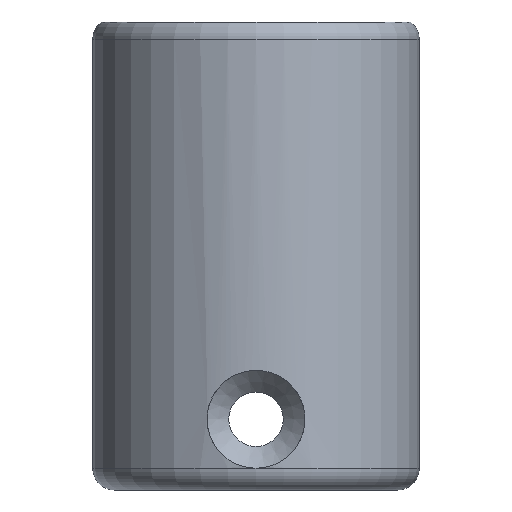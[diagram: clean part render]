
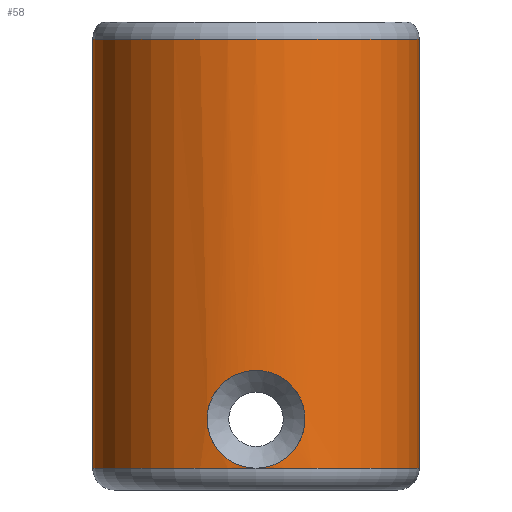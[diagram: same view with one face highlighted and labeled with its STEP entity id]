
A CAD part, front view. The second image highlights one B-rep face of the part: STEP entity #58.
In plain terms, the highlighted cylindrical face has radius 15 mm (diameter 30 mm), a partial arc.
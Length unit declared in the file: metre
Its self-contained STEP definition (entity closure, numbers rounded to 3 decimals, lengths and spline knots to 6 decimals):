
#58 = ADVANCED_FACE( '', ( #137 ), #138, .T. );
#137 = FACE_OUTER_BOUND( '', #239, .T. );
#138 = CYLINDRICAL_SURFACE( '', #240, 0.015 );
#239 = EDGE_LOOP( '', ( #530, #531, #532, #533, #534, #535 ) );
#240 = AXIS2_PLACEMENT_3D( '', #536, #537, #538 );
#530 = ORIENTED_EDGE( '', *, *, #758, .T. );
#531 = ORIENTED_EDGE( '', *, *, #759, .T. );
#532 = ORIENTED_EDGE( '', *, *, #760, .T. );
#533 = ORIENTED_EDGE( '', *, *, #761, .T. );
#534 = ORIENTED_EDGE( '', *, *, #762, .F. );
#535 = ORIENTED_EDGE( '', *, *, #763, .T. );
#536 = CARTESIAN_POINT( '', ( 0., 0., 0.043 ) );
#537 = DIRECTION( '', ( 0., 0., 1. ) );
#538 = DIRECTION( '', ( -1., 0., 0. ) );
#758 = EDGE_CURVE( '', #861, #862, #863, .T. );
#759 = EDGE_CURVE( '', #862, #864, #865, .T. );
#760 = EDGE_CURVE( '', #864, #864, #866, .T. );
#761 = EDGE_CURVE( '', #864, #867, #868, .T. );
#762 = EDGE_CURVE( '', #869, #867, #870, .T. );
#763 = EDGE_CURVE( '', #869, #861, #871, .F. );
#861 = VERTEX_POINT( '', #998 );
#862 = VERTEX_POINT( '', #999 );
#863 = LINE( '', #1000, #1001 );
#864 = VERTEX_POINT( '', #1002 );
#865 = CIRCLE( '', #1003, 0.015 );
#866 = B_SPLINE_CURVE_WITH_KNOTS( '', 3, ( #1004, #1005, #1006, #1007, #1008, #1009, #1010, #1011, #1012, #1013, #1014, #1015, #1016, #1017, #1018, #1019, #1020, #1021, #1022, #1023, #1024, #1025, #1026, #1027, #1028, #1029, #1030, #1031, #1032, #1033, #1034, #1035, #1036, #1037, #1038, #1039, #1040, #1041, #1042, #1043, #1044, #1045, #1046, #1047, #1048, #1049, #1050, #1051, #1052, #1053, #1054, #1055, #1056, #1057, #1058, #1059, #1060, #1061, #1062, #1063, #1064, #1065, #1066, #1067, #1068, #1069, #1070, #1071 ), .UNSPECIFIED., .T., .F., ( 2, 2, 2, 2, 2, 2, 2, 2, 2, 2, 2, 2, 2, 2, 2, 2, 2, 2, 2, 2, 2, 2, 2, 2, 2, 2, 2, 2, 2, 2, 2, 2, 2, 2, 2, 2 ), ( 0.02034, 0.021224, 0.022109, 0.022993, 0.023877, 0.024762, 0.025646, 0.02653, 0.027415, 0.028299, 0.029183, 0.030067, 0.030952, 0.031836, 0.03272, 0.033605, 0.034489, 0.035373, 0.036258, 0.037142, 0.038026, 0.038911, 0.039795, 0.040679, 0.041563, 0.042006, 0.042448, 0.043332, 0.044216, 0.045101, 0.045985, 0.046869, 0.047754, 0.048638, 0.049522, 0.050406 ), .UNSPECIFIED. );
#867 = VERTEX_POINT( '', #1072 );
#868 = CIRCLE( '', #1073, 0.015 );
#869 = VERTEX_POINT( '', #1074 );
#870 = LINE( '', #1075, #1076 );
#871 = CIRCLE( '', #1077, 0.015 );
#998 = CARTESIAN_POINT( '', ( -0.015, 0., 0.0414 ) );
#999 = CARTESIAN_POINT( '', ( -0.015, 0., 0.002 ) );
#1000 = CARTESIAN_POINT( '', ( -0.015, 0., 0.043002 ) );
#1001 = VECTOR( '', #1278, 1. );
#1002 = CARTESIAN_POINT( '', ( 0., -0.015, 0.002 ) );
#1003 = AXIS2_PLACEMENT_3D( '', #1279, #1280, #1281 );
#1004 = CARTESIAN_POINT( '', ( 0.000297, -0.015, 0.002 ) );
#1005 = CARTESIAN_POINT( '', ( -0.000297, -0.015, 0.002 ) );
#1006 = CARTESIAN_POINT( '', ( -0.00059, -0.014991, 0.002029 ) );
#1007 = CARTESIAN_POINT( '', ( -0.00117, -0.014957, 0.002145 ) );
#1008 = CARTESIAN_POINT( '', ( -0.001457, -0.014932, 0.002232 ) );
#1009 = CARTESIAN_POINT( '', ( -0.001999, -0.014869, 0.002458 ) );
#1010 = CARTESIAN_POINT( '', ( -0.002258, -0.014831, 0.002596 ) );
#1011 = CARTESIAN_POINT( '', ( -0.00275, -0.014748, 0.002926 ) );
#1012 = CARTESIAN_POINT( '', ( -0.002976, -0.014703, 0.003112 ) );
#1013 = CARTESIAN_POINT( '', ( -0.003388, -0.014614, 0.003524 ) );
#1014 = CARTESIAN_POINT( '', ( -0.003577, -0.014568, 0.003754 ) );
#1015 = CARTESIAN_POINT( '', ( -0.003903, -0.014484, 0.004241 ) );
#1016 = CARTESIAN_POINT( '', ( -0.004041, -0.014446, 0.004499 ) );
#1017 = CARTESIAN_POINT( '', ( -0.004267, -0.014381, 0.005042 ) );
#1018 = CARTESIAN_POINT( '', ( -0.004355, -0.014354, 0.005329 ) );
#1019 = CARTESIAN_POINT( '', ( -0.004471, -0.014318, 0.005908 ) );
#1020 = CARTESIAN_POINT( '', ( -0.0045, -0.014309, 0.006202 ) );
#1021 = CARTESIAN_POINT( '', ( -0.0045, -0.014309, 0.0068 ) );
#1022 = CARTESIAN_POINT( '', ( -0.00447, -0.014319, 0.007094 ) );
#1023 = CARTESIAN_POINT( '', ( -0.004355, -0.014354, 0.007672 ) );
#1024 = CARTESIAN_POINT( '', ( -0.004267, -0.014381, 0.007958 ) );
#1025 = CARTESIAN_POINT( '', ( -0.004041, -0.014446, 0.008502 ) );
#1026 = CARTESIAN_POINT( '', ( -0.003902, -0.014484, 0.00876 ) );
#1027 = CARTESIAN_POINT( '', ( -0.003576, -0.014569, 0.009248 ) );
#1028 = CARTESIAN_POINT( '', ( -0.003387, -0.014614, 0.009477 ) );
#1029 = CARTESIAN_POINT( '', ( -0.002974, -0.014704, 0.009889 ) );
#1030 = CARTESIAN_POINT( '', ( -0.002749, -0.014748, 0.010075 ) );
#1031 = CARTESIAN_POINT( '', ( -0.002258, -0.014831, 0.010404 ) );
#1032 = CARTESIAN_POINT( '', ( -0.001998, -0.014869, 0.010543 ) );
#1033 = CARTESIAN_POINT( '', ( -0.001458, -0.014932, 0.010767 ) );
#1034 = CARTESIAN_POINT( '', ( -0.001172, -0.014957, 0.010855 ) );
#1035 = CARTESIAN_POINT( '', ( -0.00059, -0.014991, 0.010971 ) );
#1036 = CARTESIAN_POINT( '', ( -0.000297, -0.015, 0.011 ) );
#1037 = CARTESIAN_POINT( '', ( 0.000294, -0.015, 0.011 ) );
#1038 = CARTESIAN_POINT( '', ( 0.000594, -0.014991, 0.01097 ) );
#1039 = CARTESIAN_POINT( '', ( 0.001172, -0.014957, 0.010855 ) );
#1040 = CARTESIAN_POINT( '', ( 0.001454, -0.014932, 0.010769 ) );
#1041 = CARTESIAN_POINT( '', ( 0.002001, -0.014868, 0.010542 ) );
#1042 = CARTESIAN_POINT( '', ( 0.002261, -0.014831, 0.010401 ) );
#1043 = CARTESIAN_POINT( '', ( 0.002747, -0.014748, 0.010076 ) );
#1044 = CARTESIAN_POINT( '', ( 0.002976, -0.014703, 0.009888 ) );
#1045 = CARTESIAN_POINT( '', ( 0.003391, -0.014613, 0.009473 ) );
#1046 = CARTESIAN_POINT( '', ( 0.003576, -0.014568, 0.009247 ) );
#1047 = CARTESIAN_POINT( '', ( 0.003902, -0.014485, 0.008761 ) );
#1048 = CARTESIAN_POINT( '', ( 0.004043, -0.014445, 0.008498 ) );
#1049 = CARTESIAN_POINT( '', ( 0.004268, -0.01438, 0.007956 ) );
#1050 = CARTESIAN_POINT( '', ( 0.004354, -0.014354, 0.007675 ) );
#1051 = CARTESIAN_POINT( '', ( 0.004441, -0.014327, 0.007239 ) );
#1052 = CARTESIAN_POINT( '', ( 0.004464, -0.014321, 0.007091 ) );
#1053 = CARTESIAN_POINT( '', ( 0.004493, -0.014311, 0.006796 ) );
#1054 = CARTESIAN_POINT( '', ( 0.0045, -0.014309, 0.006648 ) );
#1055 = CARTESIAN_POINT( '', ( 0.0045, -0.014309, 0.006206 ) );
#1056 = CARTESIAN_POINT( '', ( 0.004471, -0.014318, 0.00591 ) );
#1057 = CARTESIAN_POINT( '', ( 0.004354, -0.014354, 0.005326 ) );
#1058 = CARTESIAN_POINT( '', ( 0.004268, -0.01438, 0.005045 ) );
#1059 = CARTESIAN_POINT( '', ( 0.004043, -0.014445, 0.004502 ) );
#1060 = CARTESIAN_POINT( '', ( 0.003902, -0.014485, 0.004239 ) );
#1061 = CARTESIAN_POINT( '', ( 0.003576, -0.014569, 0.003752 ) );
#1062 = CARTESIAN_POINT( '', ( 0.003391, -0.014613, 0.003527 ) );
#1063 = CARTESIAN_POINT( '', ( 0.002975, -0.014703, 0.003111 ) );
#1064 = CARTESIAN_POINT( '', ( 0.002746, -0.014748, 0.002923 ) );
#1065 = CARTESIAN_POINT( '', ( 0.002261, -0.014831, 0.002599 ) );
#1066 = CARTESIAN_POINT( '', ( 0.002003, -0.014868, 0.002459 ) );
#1067 = CARTESIAN_POINT( '', ( 0.001454, -0.014932, 0.002231 ) );
#1068 = CARTESIAN_POINT( '', ( 0.001173, -0.014957, 0.002146 ) );
#1069 = CARTESIAN_POINT( '', ( 0.000596, -0.014991, 0.00203 ) );
#1070 = CARTESIAN_POINT( '', ( 0.000297, -0.015, 0.002 ) );
#1071 = CARTESIAN_POINT( '', ( -0.000297, -0.015, 0.002 ) );
#1072 = CARTESIAN_POINT( '', ( 0.015, 0., 0.002 ) );
#1073 = AXIS2_PLACEMENT_3D( '', #1282, #1283, #1284 );
#1074 = CARTESIAN_POINT( '', ( 0.015, 0., 0.0414 ) );
#1075 = CARTESIAN_POINT( '', ( 0.015, 0., 0.043002 ) );
#1076 = VECTOR( '', #1285, 1. );
#1077 = AXIS2_PLACEMENT_3D( '', #1286, #1287, #1288 );
#1278 = DIRECTION( '', ( 0., 0., -1. ) );
#1279 = CARTESIAN_POINT( '', ( 0., 0., 0.002 ) );
#1280 = DIRECTION( '', ( 0., 0., 1. ) );
#1281 = DIRECTION( '', ( 1., 0., 0. ) );
#1282 = CARTESIAN_POINT( '', ( 0., 0., 0.002 ) );
#1283 = DIRECTION( '', ( 0., 0., 1. ) );
#1284 = DIRECTION( '', ( 1., 0., 0. ) );
#1285 = DIRECTION( '', ( 0., 0., -1. ) );
#1286 = CARTESIAN_POINT( '', ( 0., 0., 0.0414 ) );
#1287 = DIRECTION( '', ( 0., 0., 1. ) );
#1288 = DIRECTION( '', ( 1., 0., 0. ) );
